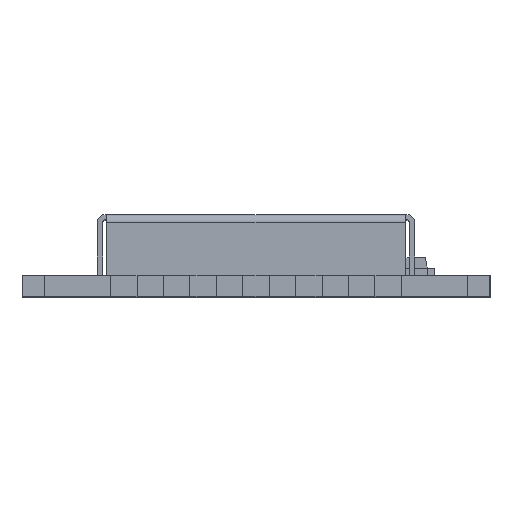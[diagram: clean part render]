
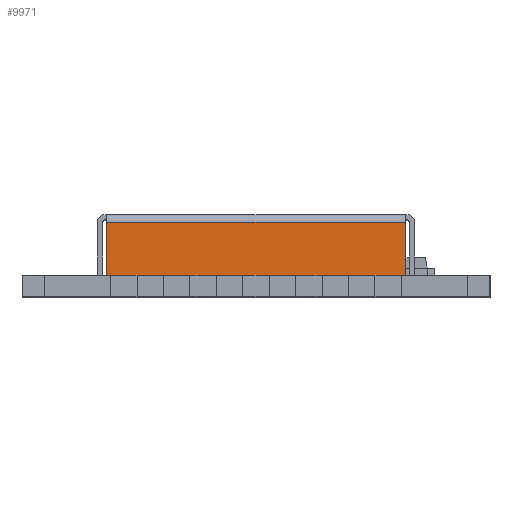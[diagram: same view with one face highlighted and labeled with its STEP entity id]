
A CAD part, top view. The second image highlights one B-rep face of the part: STEP entity #9971.
In plain terms, the highlighted planar face has unit normal (0, 0, 1).
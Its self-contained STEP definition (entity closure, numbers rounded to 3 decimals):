
#56 = VECTOR ( 'NONE', #10731, 1000. ) ;
#1107 = CARTESIAN_POINT ( 'NONE',  ( 6., 0.8, 10.7 ) ) ;
#1744 = DIRECTION ( 'NONE',  ( -1., 0., 0. ) ) ;
#1869 = VECTOR ( 'NONE', #12710, 1000. ) ;
#2053 = FACE_OUTER_BOUND ( 'NONE', #14628, .T. ) ;
#2108 = DIRECTION ( 'NONE',  ( 0., -1., 0. ) ) ;
#2192 = VECTOR ( 'NONE', #2108, 1000. ) ;
#2268 = EDGE_CURVE ( 'NONE', #2368, #12537, #5632, .T. ) ;
#2368 = VERTEX_POINT ( 'NONE', #8367 ) ;
#2409 = LINE ( 'NONE', #12030, #2192 ) ;
#2978 = ORIENTED_EDGE ( 'NONE', *, *, #12197, .T. ) ;
#3084 = VECTOR ( 'NONE', #15544, 1000. ) ;
#3946 = CARTESIAN_POINT ( 'NONE',  ( -5.65, 0.8, 10.7 ) ) ;
#4716 = EDGE_CURVE ( 'NONE', #4894, #14519, #14575, .T. ) ;
#4741 = ORIENTED_EDGE ( 'NONE', *, *, #2268, .T. ) ;
#4894 = VERTEX_POINT ( 'NONE', #3946 ) ;
#5397 = EDGE_CURVE ( 'NONE', #14519, #2368, #11851, .T. ) ;
#5632 = LINE ( 'NONE', #10440, #1869 ) ;
#8146 = CARTESIAN_POINT ( 'NONE',  ( 5.65, 3.1, 10.7 ) ) ;
#8367 = CARTESIAN_POINT ( 'NONE',  ( 5.65, 2.8, 10.7 ) ) ;
#8905 = CARTESIAN_POINT ( 'NONE',  ( 5.65, 0.8, 10.7 ) ) ;
#9971 = ADVANCED_FACE ( 'NONE', ( #2053 ), #13800, .F. ) ;
#10440 = CARTESIAN_POINT ( 'NONE',  ( -5.65, 2.8, 10.7 ) ) ;
#10731 = DIRECTION ( 'NONE',  ( 1., 0., 0. ) ) ;
#10799 = ORIENTED_EDGE ( 'NONE', *, *, #5397, .T. ) ;
#11299 = CARTESIAN_POINT ( 'NONE',  ( 6., 3.1, 10.7 ) ) ;
#11851 = LINE ( 'NONE', #8146, #3084 ) ;
#12030 = CARTESIAN_POINT ( 'NONE',  ( -5.65, 3.1, 10.7 ) ) ;
#12197 = EDGE_CURVE ( 'NONE', #12537, #4894, #2409, .T. ) ;
#12465 = ORIENTED_EDGE ( 'NONE', *, *, #4716, .T. ) ;
#12537 = VERTEX_POINT ( 'NONE', #13410 ) ;
#12710 = DIRECTION ( 'NONE',  ( -1., 0., 0. ) ) ;
#13410 = CARTESIAN_POINT ( 'NONE',  ( -5.65, 2.8, 10.7 ) ) ;
#13800 = PLANE ( 'NONE',  #14143 ) ;
#14143 = AXIS2_PLACEMENT_3D ( 'NONE', #11299, #14920, #1744 ) ;
#14519 = VERTEX_POINT ( 'NONE', #8905 ) ;
#14575 = LINE ( 'NONE', #1107, #56 ) ;
#14628 = EDGE_LOOP ( 'NONE', ( #2978, #12465, #10799, #4741 ) ) ;
#14920 = DIRECTION ( 'NONE',  ( 0., 0., -1. ) ) ;
#15544 = DIRECTION ( 'NONE',  ( 0., 1., 0. ) ) ;
